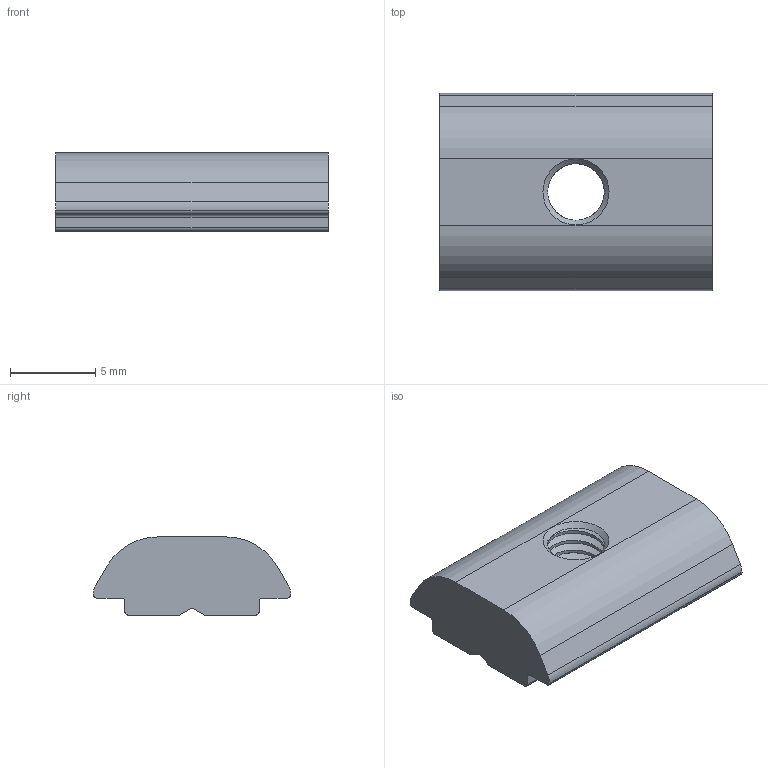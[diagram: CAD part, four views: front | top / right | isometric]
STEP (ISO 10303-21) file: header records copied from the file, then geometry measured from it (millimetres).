
FILE_DESCRIPTION(/* description */ (''),/* implementation_level */ '2;1');
FILE_NAME(/* name */ 'M4L-0 v1.step',/* time_stamp */ '2020-09-15T13:32:59-04:00',/* author */ (''),/* organization */ (''),/* preprocessor_version */ 'ST-DEVELOPER v18.1',/* originating_system */ 'Autodesk Translation Framework v9.3.0.1241',/* authorisation */ '');
FILE_SCHEMA (('AUTOMOTIVE_DESIGN { 1 0 10303 214 3 1 1 }'));
Length unit declared in the file: millimetre
Products named in the file (1): M4L-0
Bounding box: 16 x 11.6 x 4.6 mm (x, y, z)
Volume: 632.1 mm3; surface area: 608.1 mm2
Topology: 1 solids, 1 shells, 53 faces, 151 edges, 99 vertices
Faces by surface type: cylinder 26, plane 21, cone 3, bspline 3
Full cylindrical faces by diameter (mm): 3.332 x2, 4.109 x3
Entity records: 2772 total; most frequent: CARTESIAN_POINT 1396, ORIENTED_EDGE 302, DIRECTION 253, EDGE_CURVE 151, VERTEX_POINT 99, AXIS2_PLACEMENT_3D 91, LINE 71, VECTOR 71
